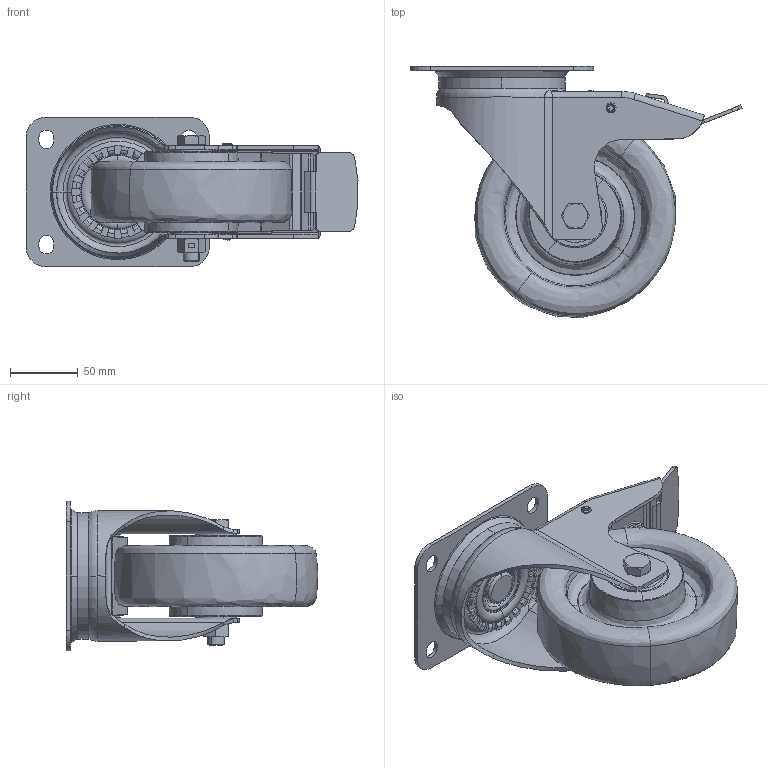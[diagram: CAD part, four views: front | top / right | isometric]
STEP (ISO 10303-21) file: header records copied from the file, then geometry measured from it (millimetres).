
FILE_DESCRIPTION (( 'STEP AP214' ), '1' );
FILE_NAME ('0055854.step', '2023-09-26T07:34:35', ( '' ), ( '' ), 'SwSTEP 2.0', 'SolidWorks 2020', '' );
FILE_SCHEMA (( 'AUTOMOTIVE_DESIGN' ));
Length unit declared in the file: millimetre
Products named in the file (1): 0055854
Bounding box: 244.14 x 184.85 x 110 mm (x, y, z)
Volume: 845197.3 mm3; surface area: 323299.8 mm2
Topology: 25 solids, 26 shells, 1422 faces, 3691 edges, 2291 vertices
Faces by surface type: plane 513, cylinder 353, torus 248, cone 120, bspline 114, sphere 74
Entity records: 71711 total; most frequent: CARTESIAN_POINT 22198, DIRECTION 7095, ORIENTED_EDGE 7094, EDGE_CURVE 3547, AXIS2_PLACEMENT_3D 2853, VERTEX_POINT 2207, CIRCLE 1544, EDGE_LOOP 1520
